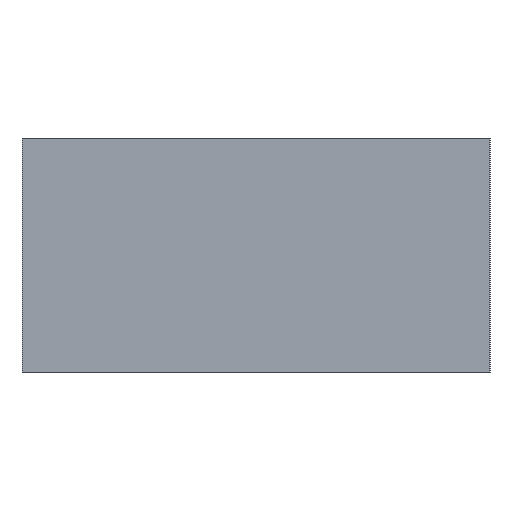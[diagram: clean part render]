
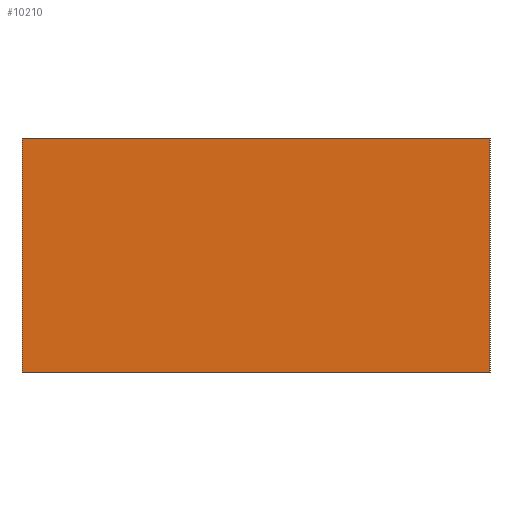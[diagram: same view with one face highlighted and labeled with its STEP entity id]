
A CAD part, left-side view. The second image highlights one B-rep face of the part: STEP entity #10210.
In plain terms, the highlighted planar face has unit normal (-1, 0, 0).
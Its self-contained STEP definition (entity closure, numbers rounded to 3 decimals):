
#10171=CARTESIAN_POINT('Axis2P3D Location',(3.,18.5,0.)) ;
#10176=CARTESIAN_POINT('Line Origine',(3.,0.,-5.5)) ;
#10180=CARTESIAN_POINT('Vertex',(3.,18.5,-5.5)) ;
#10182=CARTESIAN_POINT('Vertex',(3.,-18.5,-5.5)) ;
#10185=CARTESIAN_POINT('Line Origine',(3.,-18.5,3.75)) ;
#10189=CARTESIAN_POINT('Vertex',(3.,-18.5,13.)) ;
#10192=CARTESIAN_POINT('Line Origine',(3.,0.,13.)) ;
#10196=CARTESIAN_POINT('Vertex',(3.,18.5,13.)) ;
#10199=CARTESIAN_POINT('Line Origine',(3.,18.5,3.75)) ;
#10172=DIRECTION('Axis2P3D Direction',(-1.,0.,0.)) ;
#10173=DIRECTION('Axis2P3D XDirection',(0.,-1.,0.)) ;
#10177=DIRECTION('Vector Direction',(0.,-1.,0.)) ;
#10186=DIRECTION('Vector Direction',(0.,0.,1.)) ;
#10193=DIRECTION('Vector Direction',(0.,-1.,0.)) ;
#10200=DIRECTION('Vector Direction',(0.,0.,1.)) ;
#10174=AXIS2_PLACEMENT_3D('Plane Axis2P3D',#10171,#10172,#10173) ;
#10205=ORIENTED_EDGE('',*,*,#10184,.T.) ;
#10206=ORIENTED_EDGE('',*,*,#10191,.T.) ;
#10207=ORIENTED_EDGE('',*,*,#10198,.F.) ;
#10208=ORIENTED_EDGE('',*,*,#10203,.F.) ;
#10178=VECTOR('Line Direction',#10177,1.) ;
#10187=VECTOR('Line Direction',#10186,1.) ;
#10194=VECTOR('Line Direction',#10193,1.) ;
#10201=VECTOR('Line Direction',#10200,1.) ;
#10210=ADVANCED_FACE('PartBody',(#10209),#10175,.T.) ;
#10184=EDGE_CURVE('',#10181,#10183,#10179,.T.) ;
#10191=EDGE_CURVE('',#10183,#10190,#10188,.T.) ;
#10198=EDGE_CURVE('',#10197,#10190,#10195,.T.) ;
#10203=EDGE_CURVE('',#10181,#10197,#10202,.T.) ;
#10204=EDGE_LOOP('',(#10205,#10206,#10207,#10208)) ;
#10209=FACE_OUTER_BOUND('',#10204,.T.) ;
#10179=LINE('Line',#10176,#10178) ;
#10188=LINE('Line',#10185,#10187) ;
#10195=LINE('Line',#10192,#10194) ;
#10202=LINE('Line',#10199,#10201) ;
#10175=PLANE('',#10174) ;
#10181=VERTEX_POINT('',#10180) ;
#10183=VERTEX_POINT('',#10182) ;
#10190=VERTEX_POINT('',#10189) ;
#10197=VERTEX_POINT('',#10196) ;
